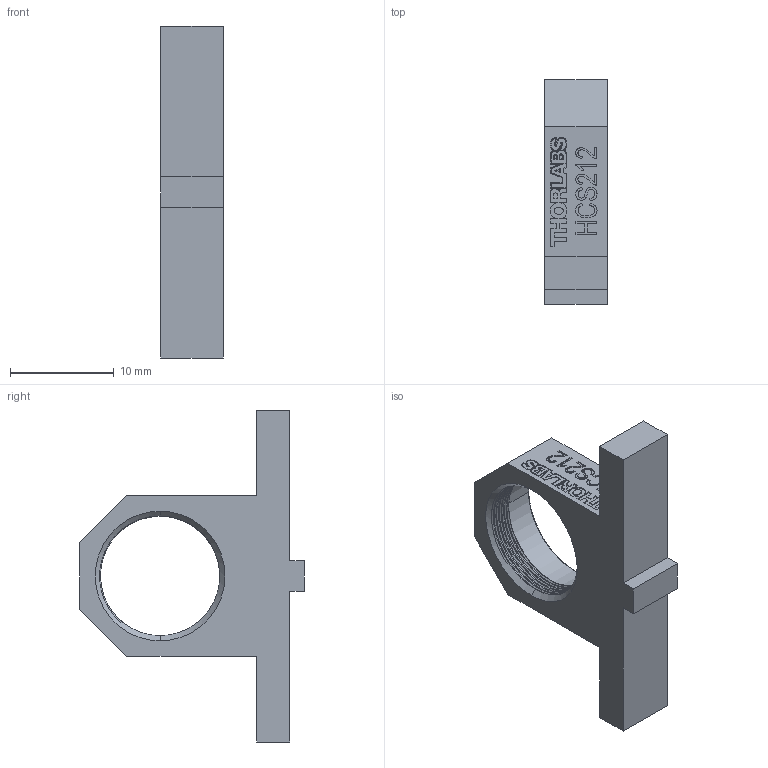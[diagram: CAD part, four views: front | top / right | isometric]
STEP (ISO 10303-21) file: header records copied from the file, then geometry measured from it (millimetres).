
FILE_DESCRIPTION (( 'STEP AP214' ), '1' );
FILE_NAME ('HCS212 - ASPHERIC LENS MOUNT.STEP', '2012-10-26T07:21:21', ( 'Thorlabs Ltd.' ), ( 'Thorlabs Ltd.' ), 'SwSTEP 2.0', 'SolidWorks 2012', '' );
FILE_SCHEMA (( 'AUTOMOTIVE_DESIGN' ));
Length unit declared in the file: millimetre
Products named in the file (1): HCS212 - ASPHERIC LENS MOUNT
Bounding box: 6 x 21.65 x 32 mm (x, y, z)
Volume: 1417.8 mm3; surface area: 1349.2 mm2
Topology: 1 solids, 1 shells, 262 faces, 719 edges, 479 vertices
Faces by surface type: plane 154, cylinder 60, bspline 44, cone 4
Entity records: 13707 total; most frequent: CARTESIAN_POINT 4939, ORIENTED_EDGE 1438, DIRECTION 1143, EDGE_CURVE 719, VECTOR 501, LINE 501, VERTEX_POINT 479, AXIS2_PLACEMENT_3D 321
